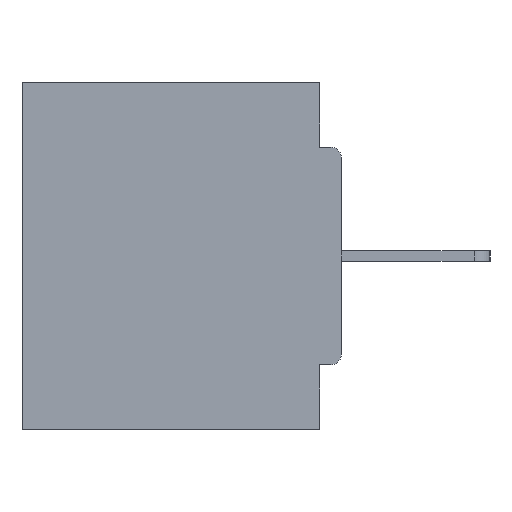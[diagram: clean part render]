
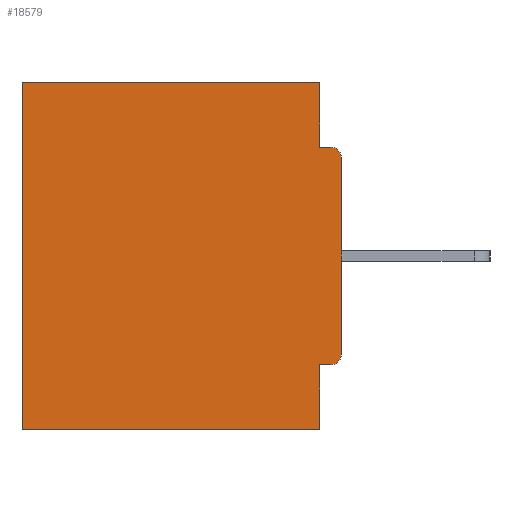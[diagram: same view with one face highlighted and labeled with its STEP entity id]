
A CAD part, left-side view. The second image highlights one B-rep face of the part: STEP entity #18579.
In plain terms, the highlighted planar face has unit normal (-1, 0, 0).
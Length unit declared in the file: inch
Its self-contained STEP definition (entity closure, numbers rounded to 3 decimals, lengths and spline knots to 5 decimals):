
#151 = VECTOR ( 'NONE', #27005, 39.37008 ) ;
#610 = CARTESIAN_POINT ( 'NONE',  ( 0.298, 0.46, 0. ) ) ;
#1577 = CARTESIAN_POINT ( 'NONE',  ( 0.298, 0.031, -0.5 ) ) ;
#2501 = CARTESIAN_POINT ( 'NONE',  ( 0.298, 0., -0.5 ) ) ;
#2687 = CARTESIAN_POINT ( 'NONE',  ( 0.298, 0.031, 0. ) ) ;
#2759 = VECTOR ( 'NONE', #4358, 39.37008 ) ;
#2992 = CARTESIAN_POINT ( 'NONE',  ( 0.298, 0.031, -0.5 ) ) ;
#3222 = CARTESIAN_POINT ( 'NONE',  ( 0.298, 0.015, -0.1085 ) ) ;
#3344 = CARTESIAN_POINT ( 'NONE',  ( 0.298, 0.46, -0.5 ) ) ;
#3702 = DIRECTION ( 'NONE',  ( 0., 0., -1. ) ) ;
#4349 = DIRECTION ( 'NONE',  ( 0., 0., -1. ) ) ;
#4358 = DIRECTION ( 'NONE',  ( 0., 0., -1. ) ) ;
#4811 = ORIENTED_EDGE ( 'NONE', *, *, #15796, .F. ) ;
#5784 = DIRECTION ( 'NONE',  ( 0., 0., -1. ) ) ;
#6058 = ORIENTED_EDGE ( 'NONE', *, *, #10826, .F. ) ;
#6106 = LINE ( 'NONE', #2992, #7963 ) ;
#6530 = EDGE_CURVE ( 'NONE', #11641, #9874, #11341, .T. ) ;
#7156 = VERTEX_POINT ( 'NONE', #16036 ) ;
#7407 = DIRECTION ( 'NONE',  ( 0., 1., 0. ) ) ;
#7963 = VECTOR ( 'NONE', #5784, 39.37008 ) ;
#8312 = DIRECTION ( 'NONE',  ( 0., 0., -1. ) ) ;
#8411 = VECTOR ( 'NONE', #4349, 39.37008 ) ;
#8426 = EDGE_CURVE ( 'NONE', #8799, #17326, #15544, .T. ) ;
#8561 = AXIS2_PLACEMENT_3D ( 'NONE', #21546, #31535, #9059 ) ;
#8660 = ORIENTED_EDGE ( 'NONE', *, *, #8426, .T. ) ;
#8799 = VERTEX_POINT ( 'NONE', #27348 ) ;
#8890 = ORIENTED_EDGE ( 'NONE', *, *, #30192, .T. ) ;
#8898 = PLANE ( 'NONE',  #8561 ) ;
#9059 = DIRECTION ( 'NONE',  ( 0., 0., -1. ) ) ;
#9385 = FACE_OUTER_BOUND ( 'NONE', #9645, .T. ) ;
#9645 = EDGE_LOOP ( 'NONE', ( #30486, #9887, #6058, #17947, #8660, #13457, #28798, #16543, #8890, #4811 ) ) ;
#9874 = VERTEX_POINT ( 'NONE', #16266 ) ;
#9887 = ORIENTED_EDGE ( 'NONE', *, *, #6530, .F. ) ;
#10139 = CARTESIAN_POINT ( 'NONE',  ( 0.298, 0.015, -0.4065 ) ) ;
#10526 = EDGE_CURVE ( 'NONE', #7156, #9874, #22335, .T. ) ;
#10826 = EDGE_CURVE ( 'NONE', #26800, #11641, #24694, .T. ) ;
#11130 = CARTESIAN_POINT ( 'NONE',  ( 0.298, 0., -0.4065 ) ) ;
#11303 = AXIS2_PLACEMENT_3D ( 'NONE', #11543, #21585, #3702 ) ;
#11341 = LINE ( 'NONE', #29260, #18509 ) ;
#11543 = CARTESIAN_POINT ( 'NONE',  ( 0.298, 0.015, -0.3915 ) ) ;
#11641 = VERTEX_POINT ( 'NONE', #11943 ) ;
#11943 = CARTESIAN_POINT ( 'NONE',  ( 0.298, 0.031, -0.0935 ) ) ;
#12318 = VERTEX_POINT ( 'NONE', #21249 ) ;
#13457 = ORIENTED_EDGE ( 'NONE', *, *, #27100, .F. ) ;
#13495 = VECTOR ( 'NONE', #8312, 39.37008 ) ;
#13594 = LINE ( 'NONE', #11130, #16107 ) ;
#14514 = CARTESIAN_POINT ( 'NONE',  ( 0.298, 0., 0. ) ) ;
#14827 = VECTOR ( 'NONE', #7407, 39.37008 ) ;
#15544 = LINE ( 'NONE', #610, #13495 ) ;
#15779 = VERTEX_POINT ( 'NONE', #19603 ) ;
#15796 = EDGE_CURVE ( 'NONE', #7156, #12318, #26837, .T. ) ;
#16036 = CARTESIAN_POINT ( 'NONE',  ( 0.298, 0., -0.1085 ) ) ;
#16107 = VECTOR ( 'NONE', #21152, 39.37008 ) ;
#16230 = VERTEX_POINT ( 'NONE', #10139 ) ;
#16266 = CARTESIAN_POINT ( 'NONE',  ( 0.298, 0.015, -0.0935 ) ) ;
#16543 = ORIENTED_EDGE ( 'NONE', *, *, #24102, .F. ) ;
#16981 = LINE ( 'NONE', #14514, #151 ) ;
#17326 = VERTEX_POINT ( 'NONE', #3344 ) ;
#17813 = DIRECTION ( 'NONE',  ( -1., 0., 0. ) ) ;
#17947 = ORIENTED_EDGE ( 'NONE', *, *, #18180, .T. ) ;
#18180 = EDGE_CURVE ( 'NONE', #26800, #8799, #16981, .T. ) ;
#18509 = VECTOR ( 'NONE', #19540, 39.37008 ) ;
#18579 = ADVANCED_FACE ( 'NONE', ( #9385 ), #8898, .F. ) ;
#19295 = CARTESIAN_POINT ( 'NONE',  ( 0.298, 0.031, -0.4065 ) ) ;
#19540 = DIRECTION ( 'NONE',  ( 0., -1., 0. ) ) ;
#19603 = CARTESIAN_POINT ( 'NONE',  ( 0.298, 0.031, -0.5 ) ) ;
#19876 = LINE ( 'NONE', #2501, #14827 ) ;
#21152 = DIRECTION ( 'NONE',  ( 0., 1., 0. ) ) ;
#21249 = CARTESIAN_POINT ( 'NONE',  ( 0.298, 0., -0.3915 ) ) ;
#21546 = CARTESIAN_POINT ( 'NONE',  ( 0.298, 0., 0. ) ) ;
#21585 = DIRECTION ( 'NONE',  ( -1., 0., 0. ) ) ;
#22335 = CIRCLE ( 'NONE', #30722, 0.015 ) ;
#22593 = DIRECTION ( 'NONE',  ( 0., 0., -1. ) ) ;
#24102 = EDGE_CURVE ( 'NONE', #16230, #24555, #13594, .T. ) ;
#24535 = CARTESIAN_POINT ( 'NONE',  ( 0.298, 0., 0. ) ) ;
#24555 = VERTEX_POINT ( 'NONE', #19295 ) ;
#24694 = LINE ( 'NONE', #1577, #2759 ) ;
#25101 = EDGE_CURVE ( 'NONE', #24555, #15779, #6106, .T. ) ;
#26800 = VERTEX_POINT ( 'NONE', #2687 ) ;
#26837 = LINE ( 'NONE', #24535, #8411 ) ;
#27005 = DIRECTION ( 'NONE',  ( 0., 1., 0. ) ) ;
#27100 = EDGE_CURVE ( 'NONE', #15779, #17326, #19876, .T. ) ;
#27348 = CARTESIAN_POINT ( 'NONE',  ( 0.298, 0.46, 0. ) ) ;
#28798 = ORIENTED_EDGE ( 'NONE', *, *, #25101, .F. ) ;
#29260 = CARTESIAN_POINT ( 'NONE',  ( 0.298, 0., -0.0935 ) ) ;
#30192 = EDGE_CURVE ( 'NONE', #16230, #12318, #31217, .T. ) ;
#30486 = ORIENTED_EDGE ( 'NONE', *, *, #10526, .T. ) ;
#30722 = AXIS2_PLACEMENT_3D ( 'NONE', #3222, #17813, #22593 ) ;
#31217 = CIRCLE ( 'NONE', #11303, 0.015 ) ;
#31535 = DIRECTION ( 'NONE',  ( 1., 0., 0. ) ) ;
